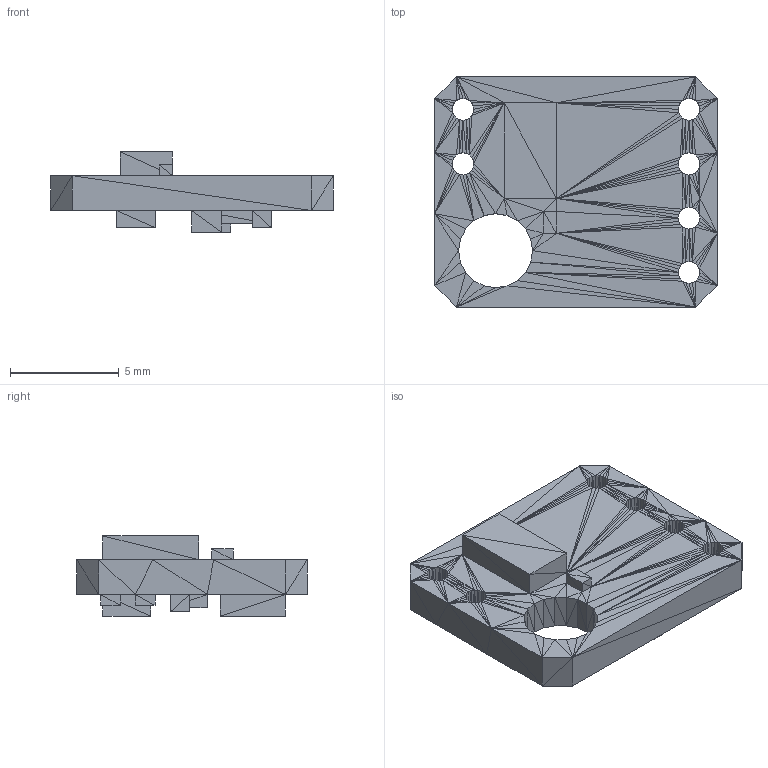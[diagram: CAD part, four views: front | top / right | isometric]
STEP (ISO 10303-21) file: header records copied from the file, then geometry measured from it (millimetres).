
FILE_DESCRIPTION(('Aspose.CAD STEP Model'),'2;1');
FILE_NAME('','2023',(''),(''),'','Aspose.CAD','');
FILE_SCHEMA(('AUTOMOTIVE_DESIGN'));
Products named in the file (2): Unnamed; Brep shape
Bounding box: 13 x 10.6 x 3.7 mm (x, y, z)
Volume: 222.8 mm3; surface area: 416.4 mm2
Topology: 1 solids, 1 shells, 778 faces, 1167 edges, 377 vertices
Faces by surface type: plane 778
Entity records: 4772 total; most frequent: AXIS2_PLACEMENT_3D 780, POLY_LOOP 778, FACE_OUTER_BOUND 778, PLANE 778, FACE_SURFACE 778, DIRECTION 488, CARTESIAN_POINT 378, PRODUCT 2
